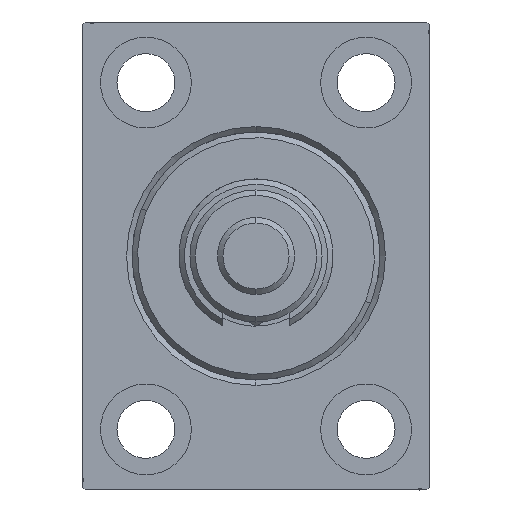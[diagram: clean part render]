
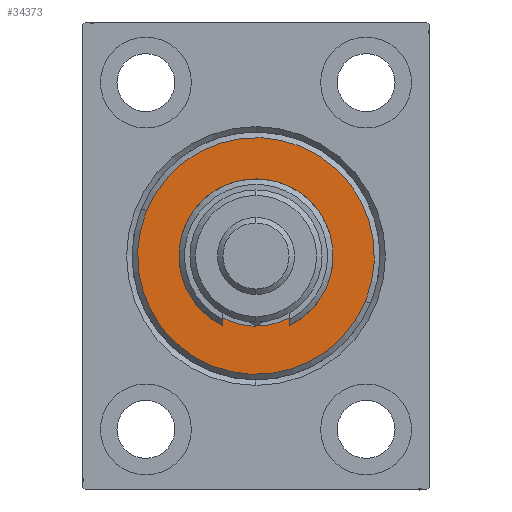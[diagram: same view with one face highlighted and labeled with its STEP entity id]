
A CAD part, left-side view. The second image highlights one B-rep face of the part: STEP entity #34373.
In plain terms, the highlighted face is planar.
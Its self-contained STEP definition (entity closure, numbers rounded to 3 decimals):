
#2896 = EDGE_LOOP ( 'NONE', ( #33992, #11127 ) ) ;
#3081 = DIRECTION ( 'NONE',  ( -1., 0., 0. ) ) ;
#4523 = VERTEX_POINT ( 'NONE', #19914 ) ;
#4689 = AXIS2_PLACEMENT_3D ( 'NONE', #29812, #21446, #40590 ) ;
#5742 = AXIS2_PLACEMENT_3D ( 'NONE', #23183, #33981, #8530 ) ;
#7613 = EDGE_CURVE ( 'NONE', #25373, #11304, #40745, .T. ) ;
#7758 = CARTESIAN_POINT ( 'NONE',  ( 3., 0., -12.75 ) ) ;
#8530 = DIRECTION ( 'NONE',  ( 0., 0., -1. ) ) ;
#11127 = ORIENTED_EDGE ( 'NONE', *, *, #21988, .T. ) ;
#11304 = VERTEX_POINT ( 'NONE', #7758 ) ;
#16196 = CIRCLE ( 'NONE', #4689, 21.5 ) ;
#16219 = DIRECTION ( 'NONE',  ( -1., 0., 0. ) ) ;
#16457 = DIRECTION ( 'NONE',  ( 0., 0., -1. ) ) ;
#18465 = AXIS2_PLACEMENT_3D ( 'NONE', #40245, #33294, #29692 ) ;
#19329 = AXIS2_PLACEMENT_3D ( 'NONE', #41883, #16219, #16457 ) ;
#19914 = CARTESIAN_POINT ( 'NONE',  ( 3., 0., -21.5 ) ) ;
#21446 = DIRECTION ( 'NONE',  ( 1., 0., 0. ) ) ;
#21988 = EDGE_CURVE ( 'NONE', #4523, #25425, #16196, .T. ) ;
#23065 = CIRCLE ( 'NONE', #18465, 21.5 ) ;
#23183 = CARTESIAN_POINT ( 'NONE',  ( 3., 0., 0. ) ) ;
#23805 = EDGE_CURVE ( 'NONE', #25425, #4523, #23065, .T. ) ;
#24273 = CARTESIAN_POINT ( 'NONE',  ( 3., 0., 21.5 ) ) ;
#25166 = DIRECTION ( 'NONE',  ( 0., 0., -1. ) ) ;
#25373 = VERTEX_POINT ( 'NONE', #47457 ) ;
#25425 = VERTEX_POINT ( 'NONE', #24273 ) ;
#25547 = EDGE_LOOP ( 'NONE', ( #39104, #41861 ) ) ;
#29401 = CIRCLE ( 'NONE', #43180, 12.75 ) ;
#29670 = FACE_BOUND ( 'NONE', #25547, .T. ) ;
#29692 = DIRECTION ( 'NONE',  ( 0., 0., -1. ) ) ;
#29812 = CARTESIAN_POINT ( 'NONE',  ( 3., 0., 0. ) ) ;
#31110 = EDGE_CURVE ( 'NONE', #11304, #25373, #29401, .T. ) ;
#33294 = DIRECTION ( 'NONE',  ( 1., 0., 0. ) ) ;
#33981 = DIRECTION ( 'NONE',  ( 1., 0., 0. ) ) ;
#33992 = ORIENTED_EDGE ( 'NONE', *, *, #23805, .T. ) ;
#34373 = ADVANCED_FACE ( 'NONE', ( #45219, #29670 ), #44759, .T. ) ;
#35967 = CARTESIAN_POINT ( 'NONE',  ( 3., 0., 0. ) ) ;
#39104 = ORIENTED_EDGE ( 'NONE', *, *, #7613, .T. ) ;
#40245 = CARTESIAN_POINT ( 'NONE',  ( 3., 0., 0. ) ) ;
#40590 = DIRECTION ( 'NONE',  ( 0., 0., -1. ) ) ;
#40745 = CIRCLE ( 'NONE', #19329, 12.75 ) ;
#41861 = ORIENTED_EDGE ( 'NONE', *, *, #31110, .T. ) ;
#41883 = CARTESIAN_POINT ( 'NONE',  ( 3., 0., 0. ) ) ;
#43180 = AXIS2_PLACEMENT_3D ( 'NONE', #35967, #3081, #25166 ) ;
#44759 = PLANE ( 'NONE',  #5742 ) ;
#45219 = FACE_OUTER_BOUND ( 'NONE', #2896, .T. ) ;
#47457 = CARTESIAN_POINT ( 'NONE',  ( 3., 0., 12.75 ) ) ;
